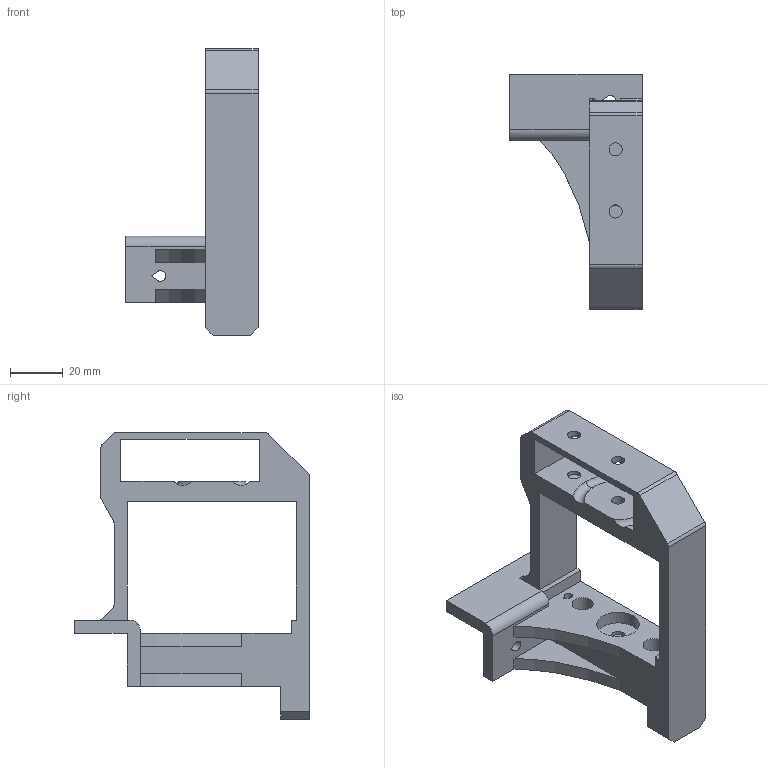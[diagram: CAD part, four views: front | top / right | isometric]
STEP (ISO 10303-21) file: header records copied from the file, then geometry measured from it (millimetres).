
FILE_DESCRIPTION(('FreeCAD Model'),'2;1');
FILE_NAME('MainStructure.step','2016-05-20T17:54:34',( 'Author'),(''),'Open CASCADE STEP processor 6.8','FreeCAD','Unknown' );
FILE_SCHEMA(('AUTOMOTIVE_DESIGN_CC2 { 1 2 10303 214 -1 1 5 4 }'));
Length unit declared in the file: millimetre
Products named in the file (2): ASSEMBLY; MainStructure
Assembly tree (1 placements, depth 2):
  ASSEMBLY
    MainStructure
Bounding box: 50 x 89 x 108.5 mm (x, y, z)
Volume: 65434.1 mm3; surface area: 28433.2 mm2
Topology: 1 solids, 1 shells, 136 faces, 363 edges, 242 vertices
Faces by surface type: plane 100, cylinder 31, torus 3, extrusion 2
Full cylindrical faces by diameter (mm): 5 x5, 8 x4, 16 x1
Entity records: 12244 total; most frequent: CARTESIAN_POINT 5031, DIRECTION 1276, VECTOR 796, LINE 794, ORIENTED_EDGE 726, PCURVE 726, DEFINITIONAL_REPRESENTATION 726, EDGE_CURVE 363
